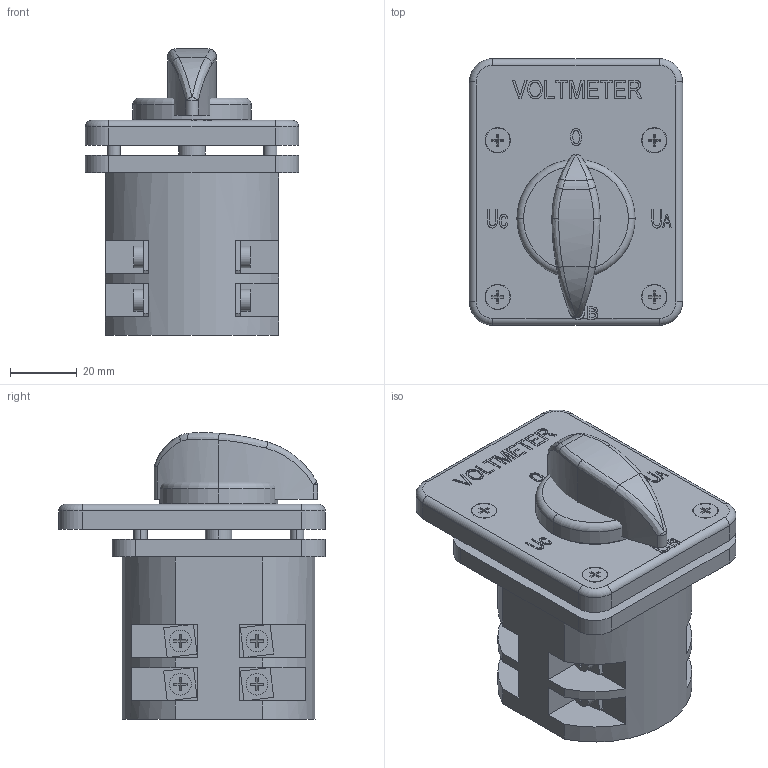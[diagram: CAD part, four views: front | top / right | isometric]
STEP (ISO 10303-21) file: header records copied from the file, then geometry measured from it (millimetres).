
FILE_DESCRIPTION (( 'STEP AP214' ), '1' );
FILE_NAME ('BCS14-032-4 Ïåðåêëþ÷àòåëü êóëà÷ê.ÏÊÏ32-44_Î 32À Uc-O-Ua-Ub 4Ð_400Â.STEP', '2017-12-13T11:43:08', ( '' ), ( '' ), 'SwSTEP 2.0', 'SolidWorks 2014', '' );
FILE_SCHEMA (( 'AUTOMOTIVE_DESIGN' ));
Length unit declared in the file: millimetre
Products named in the file (1): BCS14-032-4 Ïåðåêëþ÷àòåëü êóëà÷ê.ÏÊÏ32-44_Î 32À  Uc-O-Ua-Ub  4Ð_400Â
Bounding box: 64 x 80 x 85.98 mm (x, y, z)
Volume: 185923.4 mm3; surface area: 39215.9 mm2
Topology: 6 solids, 6 shells, 553 faces, 1384 edges, 894 vertices
Faces by surface type: plane 397, cylinder 78, bspline 70, torus 6, sphere 2
Entity records: 20273 total; most frequent: CARTESIAN_POINT 7327, ORIENTED_EDGE 2760, DIRECTION 2386, EDGE_CURVE 1380, VECTOR 1056, LINE 1056, VERTEX_POINT 892, AXIS2_PLACEMENT_3D 665
